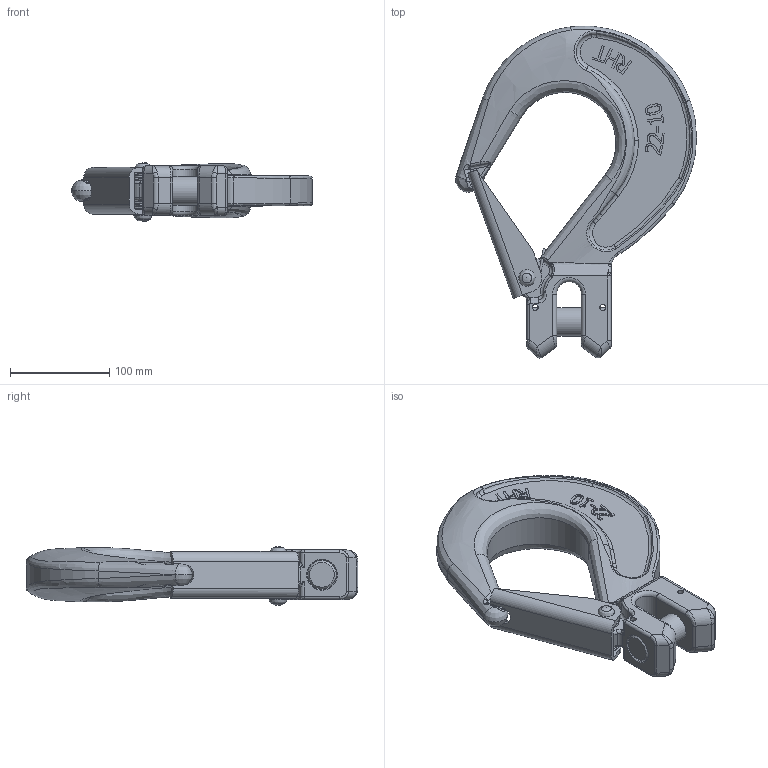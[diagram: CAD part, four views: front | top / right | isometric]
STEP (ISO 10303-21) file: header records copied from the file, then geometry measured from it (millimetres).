
FILE_DESCRIPTION(/* description */ (''),/* implementation_level */ '2;1');
FILE_NAME(/* name */ 'X-043 S-22.stp',/* time_stamp */ '2019-01-23T22:31:50+08:00',/* author */ ('Tony'),/* organization */ (''),/* preprocessor_version */ 'ST-DEVELOPER v16.1',/* originating_system */ 'Autodesk Inventor 2016',/* authorisation */ '');
FILE_SCHEMA (('AUTOMOTIVE_DESIGN { 1 0 10303 214 3 1 1 }'));
Length unit declared in the file: millimetre
Products named in the file (1): X-043  S-22
Bounding box: 243.27 x 334.89 x 59.5 mm (x, y, z)
Volume: 1255668.4 mm3; surface area: 162775.8 mm2
Topology: 4 solids, 4 shells, 568 faces, 1537 edges, 993 vertices
Faces by surface type: bspline 250, plane 193, cylinder 87, torus 30, sphere 4, cone 4
Full cylindrical faces by diameter (mm): 2 x5, 6 x2, 12 x1, 12.464 x1, 18 x1, 29 x3
Entity records: 35155 total; most frequent: CARTESIAN_POINT 22646, ORIENTED_EDGE 3000, DIRECTION 1849, EDGE_CURVE 1500, VERTEX_POINT 988, LINE 633, VECTOR 633, EDGE_LOOP 632
